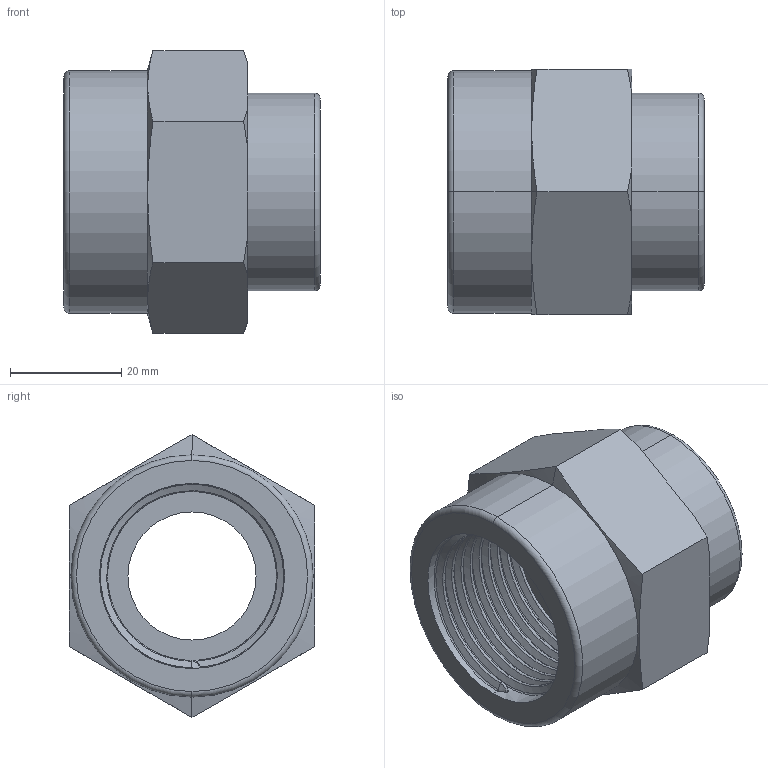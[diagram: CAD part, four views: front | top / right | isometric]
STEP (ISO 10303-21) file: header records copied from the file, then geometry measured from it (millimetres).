
FILE_DESCRIPTION (( 'STEP AP203' ), '1' );
FILE_NAME ('00232_0705.STEP', '2017-05-17T13:45:06', ( '' ), ( '' ), 'SwSTEP 2.0', 'SolidWorks 2011', '' );
FILE_SCHEMA (( 'CONFIG_CONTROL_DESIGN' ));
Length unit declared in the file: millimetre
Products named in the file (1): 00232_0705
Bounding box: 46 x 44 x 50.81 mm (x, y, z)
Volume: 35721.3 mm3; surface area: 15063.6 mm2
Topology: 1 solids, 1 shells, 95 faces, 258 edges, 163 vertices
Faces by surface type: cylinder 48, cone 14, torus 12, plane 11, bspline 10
Entity records: 12180 total; most frequent: CARTESIAN_POINT 10089, ORIENTED_EDGE 506, DIRECTION 340, EDGE_CURVE 253, VERTEX_POINT 163, AXIS2_PLACEMENT_3D 137, EDGE_LOOP 100, ADVANCED_FACE 95
